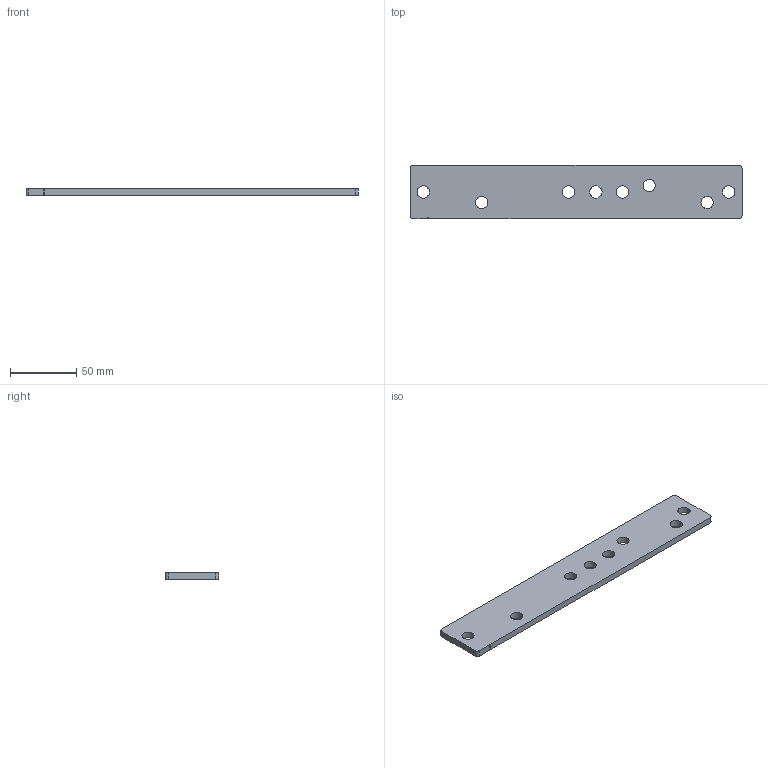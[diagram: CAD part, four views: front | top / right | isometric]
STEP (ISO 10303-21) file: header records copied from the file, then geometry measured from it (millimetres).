
FILE_DESCRIPTION (( 'STEP AP214' ), '1' );
FILE_NAME ('SNS.40.PL.01.Òîðöåâàÿ ïëàñòèíà 45 ãðàäóñîâ 250 ìì(V11).STEP', '2018-11-13T10:07:25', ( '' ), ( '' ), 'SwSTEP 2.0', 'SolidWorks 2018', '' );
FILE_SCHEMA (( 'AUTOMOTIVE_DESIGN' ));
Length unit declared in the file: millimetre
Products named in the file (1): SNS.40.PL.01.Òîðöåâàÿ ïëàñòèíà 45 ãðàäóñîâ 250 ìì(V11)
Bounding box: 250 x 40 x 5 mm (x, y, z)
Volume: 47321.8 mm3; surface area: 22970.5 mm2
Topology: 1 solids, 1 shells, 28 faces, 78 edges, 52 vertices
Faces by surface type: cylinder 21, plane 7
Entity records: 990 total; most frequent: DIRECTION 178, CARTESIAN_POINT 159, ORIENTED_EDGE 156, EDGE_CURVE 78, AXIS2_PLACEMENT_3D 71, VERTEX_POINT 52, EDGE_LOOP 44, CIRCLE 42
